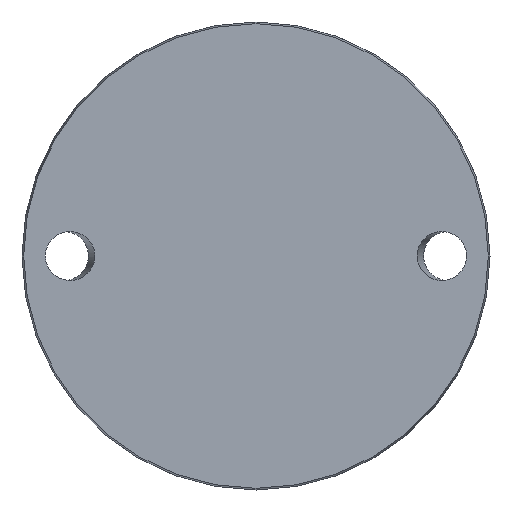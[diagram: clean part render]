
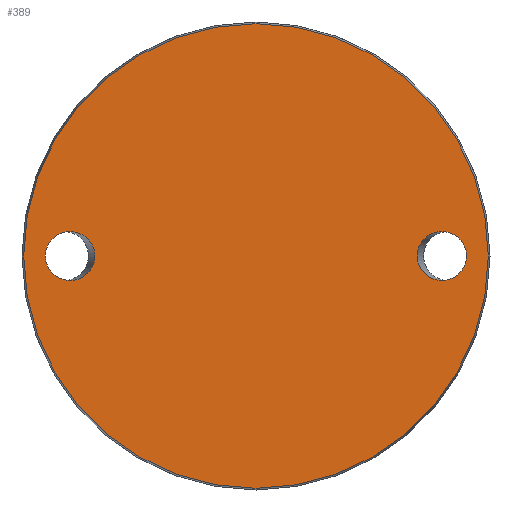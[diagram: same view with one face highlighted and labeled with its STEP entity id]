
A CAD part, front view. The second image highlights one B-rep face of the part: STEP entity #389.
In plain terms, the highlighted planar face has unit normal (0, -1, 0).
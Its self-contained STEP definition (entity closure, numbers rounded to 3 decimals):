
#8 = VERTEX_POINT ( 'NONE', #643 ) ;
#10 = CARTESIAN_POINT ( 'NONE',  ( -78.425, 0., 0. ) ) ;
#135 = CARTESIAN_POINT ( 'NONE',  ( -54.385, 0., 0. ) ) ;
#168 = CARTESIAN_POINT ( 'NONE',  ( 71.115, 0., -16.5 ) ) ;
#220 = DIRECTION ( 'NONE',  ( 0., -1., 0. ) ) ;
#226 = DIRECTION ( 'NONE',  ( 0., 0., -1. ) ) ;
#230 = CARTESIAN_POINT ( 'NONE',  ( 54.385, 0., -16.5 ) ) ;
#252 = CARTESIAN_POINT ( 'NONE',  ( 71.115, 0., 16.5 ) ) ;
#253 = DIRECTION ( 'NONE',  ( 0., 0., 1. ) ) ;
#325 = EDGE_LOOP ( 'NONE', ( #747 ) ) ;
#330 = FACE_BOUND ( 'NONE', #605, .T. ) ;
#332 = CARTESIAN_POINT ( 'NONE',  ( -71.115, 0., 0. ) ) ;
#389 = ADVANCED_FACE ( 'NONE', ( #330, #901, #570 ), #740, .F. ) ;
#395 = CARTESIAN_POINT ( 'NONE',  ( 54.385, 0., 16.5 ) ) ;
#415 = AXIS2_PLACEMENT_3D ( 'NONE', #10, #651, #253 ) ;
#418 = CARTESIAN_POINT ( 'NONE',  ( 71.115, 0., 0. ) ) ;
#456 = CARTESIAN_POINT ( 'NONE',  ( -71.115, 0., 0. ) ) ;
#494 = CARTESIAN_POINT ( 'NONE',  ( 54.385, 0., 0. ) ) ;
#496 =( BOUNDED_CURVE ( )  B_SPLINE_CURVE ( 3, ( #494, #230, #168, #418, #252, #395, #821 ),
 .UNSPECIFIED., .T., .F. ) 
 B_SPLINE_CURVE_WITH_KNOTS ( ( 4, 3, 4 ),
 ( 0., 3.142, 6.283 ),
 .UNSPECIFIED. ) 
 CURVE ( )  GEOMETRIC_REPRESENTATION_ITEM ( )  RATIONAL_B_SPLINE_CURVE ( ( 1., 0.333, 0.333, 1., 0.333, 0.333, 1. ) ) 
 REPRESENTATION_ITEM ( '' )  );
#544 = EDGE_LOOP ( 'NONE', ( #909 ) ) ;
#552 = CIRCLE ( 'NONE', #923, 78.425 ) ;
#570 = FACE_OUTER_BOUND ( 'NONE', #325, .T. ) ;
#605 = EDGE_LOOP ( 'NONE', ( #967 ) ) ;
#630 = EDGE_CURVE ( 'NONE', #8, #8, #552, .T. ) ;
#631 = CARTESIAN_POINT ( 'NONE',  ( -54.385, 0., -16.5 ) ) ;
#634 = CARTESIAN_POINT ( 'NONE',  ( -71.115, 0., 0. ) ) ;
#643 = CARTESIAN_POINT ( 'NONE',  ( 0., 0., -78.425 ) ) ;
#651 = DIRECTION ( 'NONE',  ( 0., 1., 0. ) ) ;
#659 = CARTESIAN_POINT ( 'NONE',  ( 54.385, 0., 0. ) ) ;
#692 = CARTESIAN_POINT ( 'NONE',  ( -54.385, 0., 16.5 ) ) ;
#721 = EDGE_CURVE ( 'NONE', #899, #899, #496, .T. ) ;
#740 = PLANE ( 'NONE',  #415 ) ;
#747 = ORIENTED_EDGE ( 'NONE', *, *, #630, .T. ) ;
#778 = CARTESIAN_POINT ( 'NONE',  ( -71.115, 0., -16.5 ) ) ;
#821 = CARTESIAN_POINT ( 'NONE',  ( 54.385, 0., 0. ) ) ;
#829 = EDGE_CURVE ( 'NONE', #985, #985, #892, .T. ) ;
#860 = CARTESIAN_POINT ( 'NONE',  ( -71.115, 0., 16.5 ) ) ;
#892 =( BOUNDED_CURVE ( )  B_SPLINE_CURVE ( 3, ( #634, #860, #692, #135, #631, #778, #456 ),
 .UNSPECIFIED., .T., .T. ) 
 B_SPLINE_CURVE_WITH_KNOTS ( ( 4, 3, 4 ),
 ( 0., 3.142, 6.283 ),
 .UNSPECIFIED. ) 
 CURVE ( )  GEOMETRIC_REPRESENTATION_ITEM ( )  RATIONAL_B_SPLINE_CURVE ( ( 1., 0.333, 0.333, 1., 0.333, 0.333, 1. ) ) 
 REPRESENTATION_ITEM ( '' )  );
#899 = VERTEX_POINT ( 'NONE', #659 ) ;
#901 = FACE_BOUND ( 'NONE', #544, .T. ) ;
#909 = ORIENTED_EDGE ( 'NONE', *, *, #721, .F. ) ;
#923 = AXIS2_PLACEMENT_3D ( 'NONE', #1015, #220, #226 ) ;
#967 = ORIENTED_EDGE ( 'NONE', *, *, #829, .T. ) ;
#985 = VERTEX_POINT ( 'NONE', #332 ) ;
#1015 = CARTESIAN_POINT ( 'NONE',  ( 0., 0., 0. ) ) ;
